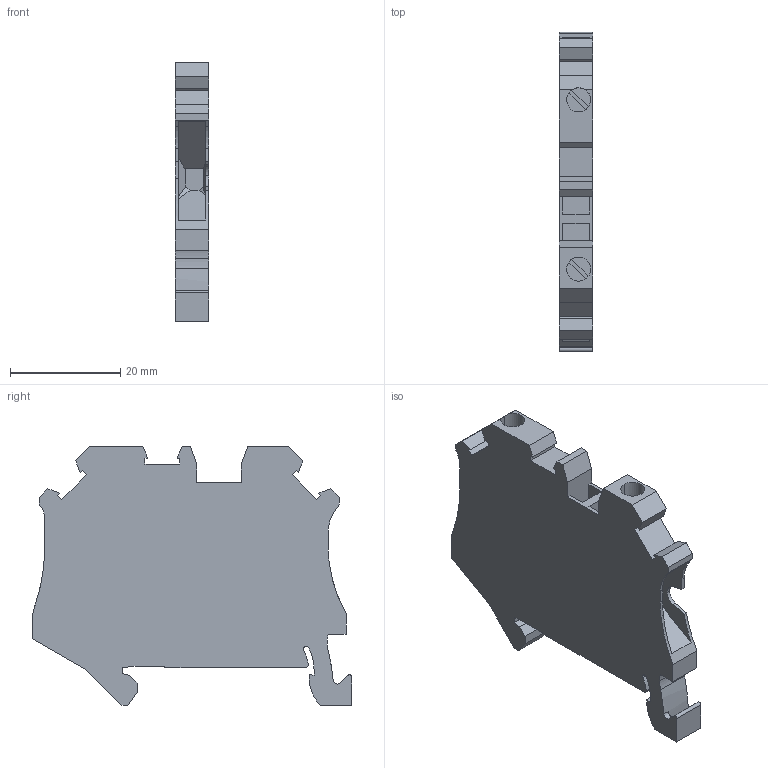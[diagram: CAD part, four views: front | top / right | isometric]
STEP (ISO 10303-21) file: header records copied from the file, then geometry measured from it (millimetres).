
FILE_DESCRIPTION(('STEP AP214'),'1');
FILE_NAME('cctmp_601C9895-055D-45FE-98A1-06EF0FAAAC3B_2023_07_24_09_30_11_0295..stp','2023-07-24T07:30:11',('SIEMENS A&D'),('CADClick - www.CADClick.com'),'Spatial InterOp 3D postprocessed',' ','unknown authorization');
FILE_SCHEMA(('AUTOMOTIVE_DESIGN'));
Length unit declared in the file: millimetre
Products named in the file (1): 2023_07_24_09_30_11_0289
Bounding box: 6.15 x 57.8 x 46.85 mm (x, y, z)
Volume: 10805.1 mm3; surface area: 6651 mm2
Topology: 1 solids, 1 shells, 155 faces, 451 edges, 299 vertices
Faces by surface type: plane 121, cylinder 34
Entity records: 5583 total; most frequent: CARTESIAN_POINT 906, ORIENTED_EDGE 902, DIRECTION 847, EDGE_CURVE 451, LINE 367, VECTOR 367, VERTEX_POINT 299, AXIS2_PLACEMENT_3D 240
